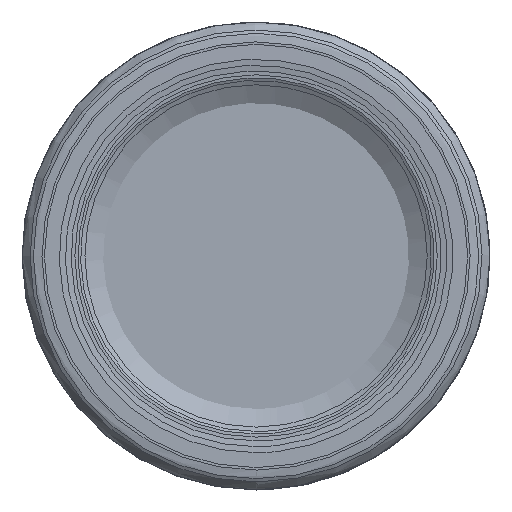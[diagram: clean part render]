
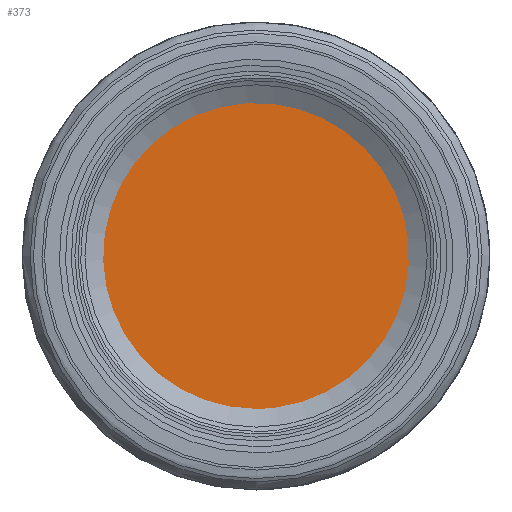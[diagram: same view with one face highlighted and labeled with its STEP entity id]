
A CAD part, left-side view. The second image highlights one B-rep face of the part: STEP entity #373.
In plain terms, the highlighted planar face has unit normal (-1, 0, 0).
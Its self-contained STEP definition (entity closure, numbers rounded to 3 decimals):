
#373=ADVANCED_FACE('',(#411),#409,.F.);
#409=PLANE('',#770);
#411=FACE_OUTER_BOUND('',#439,.T.);
#439=EDGE_LOOP('',(#533));
#533=ORIENTED_EDGE('',*,*,#660,.T.);
#613=VERTEX_POINT('',#1010);
#660=EDGE_CURVE('',#613,#613,#707,.T.);
#707=CIRCLE('',#768,7.321);
#768=AXIS2_PLACEMENT_3D('',#1009,#858,#859);
#770=AXIS2_PLACEMENT_3D('',#1012,#862,#863);
#858=DIRECTION('',(-1.,0.,0.));
#859=DIRECTION('',(0.,0.,1.));
#862=DIRECTION('',(1.,0.,0.));
#863=DIRECTION('',(0.,0.,-1.));
#1009=CARTESIAN_POINT('',(0.7,0.,0.));
#1010=CARTESIAN_POINT('',(0.7,0.,7.321));
#1012=CARTESIAN_POINT('',(0.7,0.,0.));
